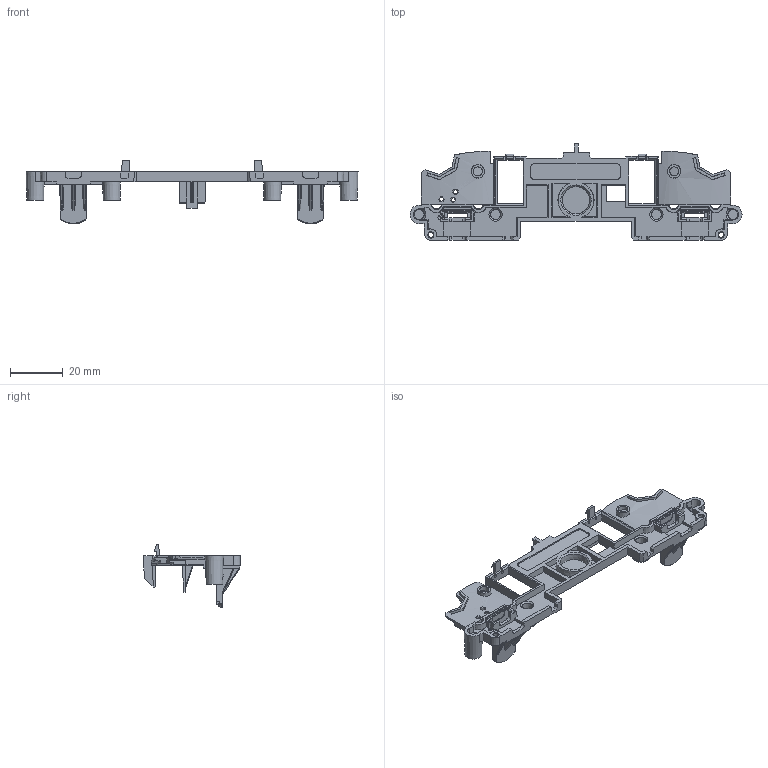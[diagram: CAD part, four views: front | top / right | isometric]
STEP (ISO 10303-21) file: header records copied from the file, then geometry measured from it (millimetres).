
FILE_DESCRIPTION(/* description */ (''),/* implementation_level */ '2;1');
FILE_NAME(/* name */ 'MechTriggerBracket.step',/* time_stamp */ '2024-08-25T21:03:07-07:00',/* author */ (''),/* organization */ (''),/* preprocessor_version */ 'ST-DEVELOPER v20',/* originating_system */ 'Autodesk Translation Framework v13.14.0.145',/* authorisation */ '');
FILE_SCHEMA (('AUTOMOTIVE_DESIGN { 1 0 10303 214 3 1 1 }'));
Length unit declared in the file: millimetre
Products named in the file (1): MechTriggerBracket
Bounding box: 125.89 x 36.6 x 24.15 mm (x, y, z)
Volume: 7170.3 mm3; surface area: 11832.6 mm2
Topology: 1 solids, 1 shells, 558 faces, 1618 edges, 1067 vertices
Faces by surface type: plane 394, cone 70, bspline 68, cylinder 26
Entity records: 24073 total; most frequent: CARTESIAN_POINT 9916, ORIENTED_EDGE 3234, DIRECTION 2517, EDGE_CURVE 1617, LINE 1089, VECTOR 1089, VERTEX_POINT 1067, AXIS2_PLACEMENT_3D 714
